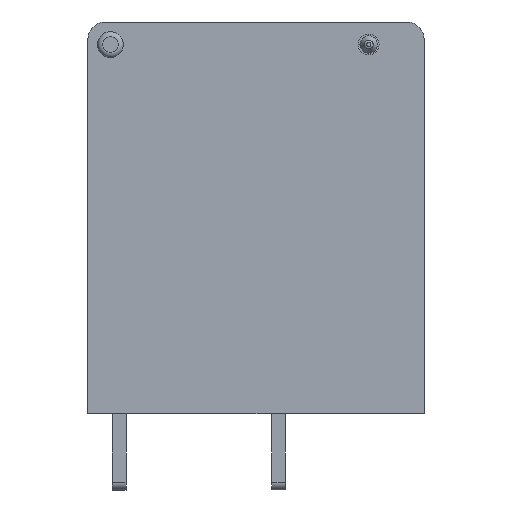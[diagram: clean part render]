
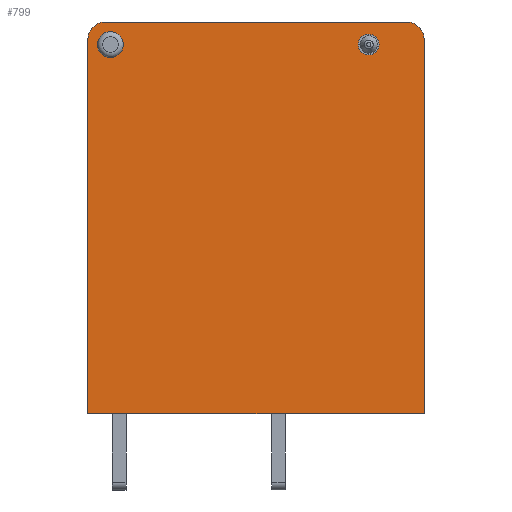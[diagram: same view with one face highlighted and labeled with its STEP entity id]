
A CAD part, left-side view. The second image highlights one B-rep face of the part: STEP entity #799.
In plain terms, the highlighted planar face has unit normal (-1, 0, 0).
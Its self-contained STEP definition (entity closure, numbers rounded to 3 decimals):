
#799 = ADVANCED_FACE( '', ( #2825, #2826, #2827 ), #2828, .F. );
#2825 = FACE_BOUND( '', #5735, .T. );
#2826 = FACE_BOUND( '', #5736, .T. );
#2827 = FACE_OUTER_BOUND( '', #5737, .T. );
#2828 = PLANE( '', #5738 );
#5735 = EDGE_LOOP( '', ( #13522 ) );
#5736 = EDGE_LOOP( '', ( #13523 ) );
#5737 = EDGE_LOOP( '', ( #13524, #13525, #13526, #13527, #13528, #13529 ) );
#5738 = AXIS2_PLACEMENT_3D( '', #13530, #13531, #13532 );
#13522 = ORIENTED_EDGE( '', *, *, #17617, .T. );
#13523 = ORIENTED_EDGE( '', *, *, #17565, .T. );
#13524 = ORIENTED_EDGE( '', *, *, #17628, .F. );
#13525 = ORIENTED_EDGE( '', *, *, #19137, .F. );
#13526 = ORIENTED_EDGE( '', *, *, #17280, .F. );
#13527 = ORIENTED_EDGE( '', *, *, #17853, .F. );
#13528 = ORIENTED_EDGE( '', *, *, #17621, .F. );
#13529 = ORIENTED_EDGE( '', *, *, #17625, .F. );
#13530 = CARTESIAN_POINT( '', ( -4.76, 18.4, 21.6 ) );
#13531 = DIRECTION( '', ( 1., 0., 0. ) );
#13532 = DIRECTION( '', ( 0., 1., 0. ) );
#17280 = EDGE_CURVE( '', #20694, #20690, #20696, .T. );
#17565 = EDGE_CURVE( '', #21205, #21205, #21206, .T. );
#17617 = EDGE_CURVE( '', #21299, #21299, #21300, .T. );
#17621 = EDGE_CURVE( '', #21306, #21308, #21309, .T. );
#17625 = EDGE_CURVE( '', #21313, #21306, #21315, .T. );
#17628 = EDGE_CURVE( '', #21318, #21313, #21320, .T. );
#17853 = EDGE_CURVE( '', #21308, #20694, #21714, .T. );
#19137 = EDGE_CURVE( '', #20690, #21318, #23853, .T. );
#20690 = VERTEX_POINT( '', #26201 );
#20694 = VERTEX_POINT( '', #26207 );
#20696 = LINE( '', #26210, #26211 );
#21205 = VERTEX_POINT( '', #27023 );
#21206 = CIRCLE( '', #27024, 0.75 );
#21299 = VERTEX_POINT( '', #27168 );
#21300 = CIRCLE( '', #27169, 0.6 );
#21306 = VERTEX_POINT( '', #27175 );
#21308 = VERTEX_POINT( '', #27178 );
#21309 = CIRCLE( '', #27179, 1. );
#21313 = VERTEX_POINT( '', #27185 );
#21315 = LINE( '', #27188, #27189 );
#21318 = VERTEX_POINT( '', #27192 );
#21320 = CIRCLE( '', #27195, 1. );
#21714 = LINE( '', #27847, #27848 );
#23853 = LINE( '', #31768, #31769 );
#26201 = CARTESIAN_POINT( '', ( -4.76, 19.4, 0. ) );
#26207 = CARTESIAN_POINT( '', ( -4.76, 0., 0. ) );
#26210 = CARTESIAN_POINT( '', ( -4.76, 19.4, 0. ) );
#26211 = VECTOR( '', #35790, 1000. );
#27023 = CARTESIAN_POINT( '', ( -4.76, 18.85, 21.3 ) );
#27024 = AXIS2_PLACEMENT_3D( '', #36201, #36202, #36203 );
#27168 = CARTESIAN_POINT( '', ( -4.76, 3.8, 21.3 ) );
#27169 = AXIS2_PLACEMENT_3D( '', #36255, #36256, #36257 );
#27175 = CARTESIAN_POINT( '', ( -4.76, 1., 22.6 ) );
#27178 = CARTESIAN_POINT( '', ( -4.76, 0., 21.6 ) );
#27179 = AXIS2_PLACEMENT_3D( '', #36265, #36266, #36267 );
#27185 = CARTESIAN_POINT( '', ( -4.76, 18.4, 22.6 ) );
#27188 = CARTESIAN_POINT( '', ( -4.76, 18.4, 22.6 ) );
#27189 = VECTOR( '', #36271, 1000. );
#27192 = CARTESIAN_POINT( '', ( -4.76, 19.4, 21.6 ) );
#27195 = AXIS2_PLACEMENT_3D( '', #36276, #36277, #36278 );
#27847 = CARTESIAN_POINT( '', ( -4.76, 0., 21.6 ) );
#27848 = VECTOR( '', #36599, 1000. );
#31768 = CARTESIAN_POINT( '', ( -4.76, 19.4, 21.6 ) );
#31769 = VECTOR( '', #38310, 1000. );
#35790 = DIRECTION( '', ( 0., 1., 0. ) );
#36201 = CARTESIAN_POINT( '', ( -4.76, 18.1, 21.3 ) );
#36202 = DIRECTION( '', ( 1., 0., 0. ) );
#36203 = DIRECTION( '', ( 0., 1., 0. ) );
#36255 = CARTESIAN_POINT( '', ( -4.76, 3.2, 21.3 ) );
#36256 = DIRECTION( '', ( 1., 0., 0. ) );
#36257 = DIRECTION( '', ( 0., 1., 0. ) );
#36265 = CARTESIAN_POINT( '', ( -4.76, 1., 21.6 ) );
#36266 = DIRECTION( '', ( 1., 0., 0. ) );
#36267 = DIRECTION( '', ( 0., 1., 0. ) );
#36271 = DIRECTION( '', ( 0., -1., 0. ) );
#36276 = CARTESIAN_POINT( '', ( -4.76, 18.4, 21.6 ) );
#36277 = DIRECTION( '', ( 1., 0., 0. ) );
#36278 = DIRECTION( '', ( 0., 1., 0. ) );
#36599 = DIRECTION( '', ( 0., 0., -1. ) );
#38310 = DIRECTION( '', ( 0., 0., 1. ) );
